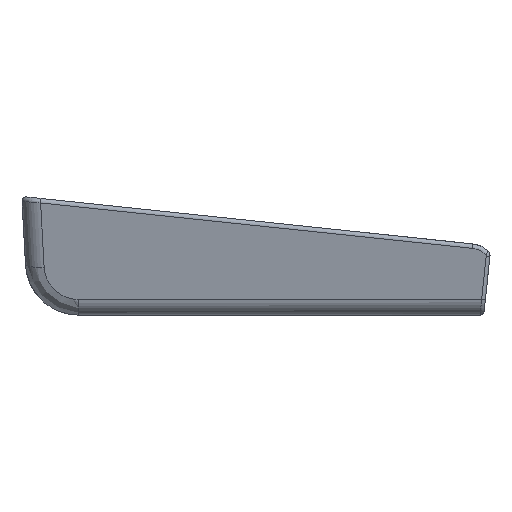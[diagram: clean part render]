
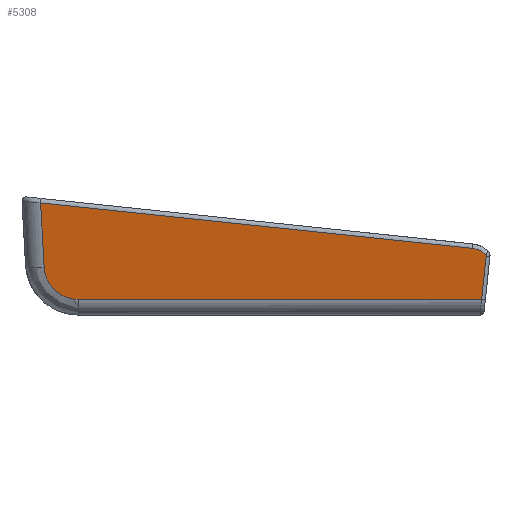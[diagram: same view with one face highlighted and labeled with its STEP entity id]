
A CAD part, left-side view. The second image highlights one B-rep face of the part: STEP entity #5308.
In plain terms, the highlighted planar face has unit normal (-0.985, 0.018, -0.173).
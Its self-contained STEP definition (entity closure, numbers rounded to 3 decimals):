
#231=PLANE('',#5787);
#581=FACE_OUTER_BOUND('',#897,.T.);
#897=EDGE_LOOP('',(#4457,#4458,#4459,#4460,#4461,#4462,#4463,#4464));
#1043=ELLIPSE('',#5783,9.139,9.);
#1045=ELLIPSE('',#5788,0.508,0.5);
#1046=ELLIPSE('',#5789,5.989,5.898);
#1412=LINE('',#9295,#1894);
#1413=LINE('',#9297,#1895);
#1414=LINE('',#9303,#1896);
#1415=LINE('',#9305,#1897);
#1416=LINE('',#9306,#1898);
#1894=VECTOR('',#7020,10.);
#1895=VECTOR('',#7021,10.);
#1896=VECTOR('',#7026,10.);
#1897=VECTOR('',#7027,10.);
#1898=VECTOR('',#7028,10.);
#2635=VERTEX_POINT('',#9247);
#2636=VERTEX_POINT('',#9249);
#2639=VERTEX_POINT('',#9294);
#2640=VERTEX_POINT('',#9296);
#2641=VERTEX_POINT('',#9298);
#2642=VERTEX_POINT('',#9300);
#2643=VERTEX_POINT('',#9302);
#2644=VERTEX_POINT('',#9304);
#3306=EDGE_CURVE('',#2636,#2635,#1043,.T.);
#3310=EDGE_CURVE('',#2639,#2636,#1412,.T.);
#3311=EDGE_CURVE('',#2640,#2639,#1413,.T.);
#3312=EDGE_CURVE('',#2641,#2640,#1045,.T.);
#3313=EDGE_CURVE('',#2642,#2641,#1046,.T.);
#3314=EDGE_CURVE('',#2643,#2642,#1414,.T.);
#3315=EDGE_CURVE('',#2644,#2643,#1415,.T.);
#3316=EDGE_CURVE('',#2635,#2644,#1416,.T.);
#4457=ORIENTED_EDGE('',*,*,#3306,.F.);
#4458=ORIENTED_EDGE('',*,*,#3310,.F.);
#4459=ORIENTED_EDGE('',*,*,#3311,.F.);
#4460=ORIENTED_EDGE('',*,*,#3312,.F.);
#4461=ORIENTED_EDGE('',*,*,#3313,.F.);
#4462=ORIENTED_EDGE('',*,*,#3314,.F.);
#4463=ORIENTED_EDGE('',*,*,#3315,.F.);
#4464=ORIENTED_EDGE('',*,*,#3316,.F.);
#5308=ADVANCED_FACE('',(#581),#231,.F.);
#5783=AXIS2_PLACEMENT_3D('',#9251,#7010,#7011);
#5787=AXIS2_PLACEMENT_3D('',#9293,#7018,#7019);
#5788=AXIS2_PLACEMENT_3D('',#9299,#7022,#7023);
#5789=AXIS2_PLACEMENT_3D('',#9301,#7024,#7025);
#7010=DIRECTION('center_axis',(0.985,-0.018,0.173));
#7011=DIRECTION('ref_axis',(0.174,0.103,-0.979));
#7018=DIRECTION('center_axis',(0.985,-0.018,0.173));
#7019=DIRECTION('ref_axis',(-0.174,-0.103,0.979));
#7020=DIRECTION('',(0.018,1.,0.));
#7021=DIRECTION('',(0.174,0.103,-0.979));
#7022=DIRECTION('center_axis',(0.985,-0.018,0.173));
#7023=DIRECTION('ref_axis',(-0.174,-0.103,0.979));
#7024=DIRECTION('center_axis',(0.985,-0.018,0.173));
#7025=DIRECTION('ref_axis',(-0.174,-0.103,0.979));
#7026=DIRECTION('',(0.168,-0.147,-0.975));
#7027=DIRECTION('',(0.,-0.995,-0.105));
#7028=DIRECTION('',(-0.171,0.054,0.984));
#9247=CARTESIAN_POINT('',(-145.798,59.028,24.626));
#9249=CARTESIAN_POINT('',(-144.472,50.041,16.122));
#9251=CARTESIAN_POINT('Origin',(-146.05,50.041,25.122));
#9293=CARTESIAN_POINT('Origin',(-143.469,55.09,10.936));
#9294=CARTESIAN_POINT('',(-146.431,-56.262,16.122));
#9295=CARTESIAN_POINT('',(-145.301,5.051,16.122));
#9296=CARTESIAN_POINT('',(-148.454,-57.461,27.532));
#9297=CARTESIAN_POINT('',(-139.407,-52.098,-23.496));
#9298=CARTESIAN_POINT('',(-148.524,-57.311,27.944));
#9299=CARTESIAN_POINT('Origin',(-148.454,-56.964,27.584));
#9300=CARTESIAN_POINT('',(-148.743,-53.915,29.554));
#9301=CARTESIAN_POINT('Origin',(-147.704,-53.219,23.697));
#9302=CARTESIAN_POINT('',(-148.747,-53.913,29.572));
#9303=CARTESIAN_POINT('',(-144.541,-57.577,5.205));
#9304=CARTESIAN_POINT('',(-148.747,59.961,41.541));
#9305=CARTESIAN_POINT('',(-148.747,-1.096,35.124));
#9306=CARTESIAN_POINT('',(-139.072,56.899,-13.95));
